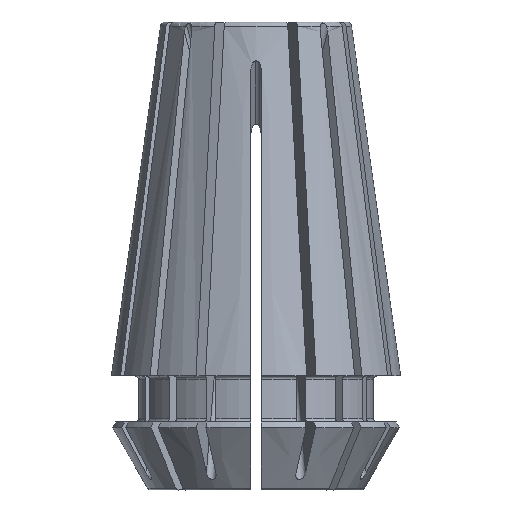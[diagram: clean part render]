
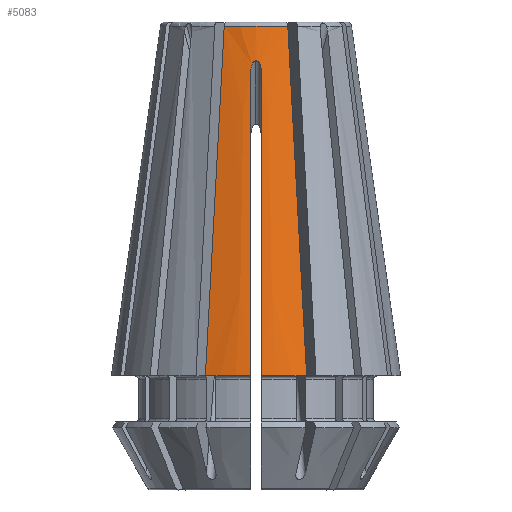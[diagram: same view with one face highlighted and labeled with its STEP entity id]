
A CAD part, front view. The second image highlights one B-rep face of the part: STEP entity #5083.
In plain terms, the highlighted conical face has half-angle 8 degrees and reference radius 5.613 mm.
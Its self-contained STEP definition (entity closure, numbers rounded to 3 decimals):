
#57=CONICAL_SURFACE('',#5364,5.613,0.14);
#175=B_SPLINE_CURVE_WITH_KNOTS('',3,(#7081,#7082,#7083,#7084),
 .UNSPECIFIED.,.F.,.U.,(4,4),(0.,0.02),
 .UNSPECIFIED.);
#176=B_SPLINE_CURVE_WITH_KNOTS('',3,(#7085,#7086,#7087,#7088),
 .UNSPECIFIED.,.F.,.U.,(4,4),(0.,0.02),
 .UNSPECIFIED.);
#177=B_SPLINE_CURVE_WITH_KNOTS('',3,(#7092,#7093,#7094,#7095),
 .UNSPECIFIED.,.F.,.U.,(4,4),(0.011,0.03),
 .UNSPECIFIED.);
#178=B_SPLINE_CURVE_WITH_KNOTS('',3,(#7097,#7098,#7099,#7100,#7101,#7102,
#7103,#7104,#7105),.UNSPECIFIED.,.F.,.U.,(4,1,1,1,1,1,4),(0.,0.,
0.,0.001,0.001,0.001,
0.001),.UNSPECIFIED.);
#179=B_SPLINE_CURVE_WITH_KNOTS('',3,(#7108,#7109,#7110,#7111),
 .UNSPECIFIED.,.F.,.U.,(4,4),(0.011,0.03),
 .UNSPECIFIED.);
#1119=VERTEX_POINT('',#7032);
#1120=VERTEX_POINT('',#7033);
#1130=VERTEX_POINT('',#7079);
#1131=VERTEX_POINT('',#7080);
#1132=VERTEX_POINT('',#7089);
#1133=VERTEX_POINT('',#7091);
#1134=VERTEX_POINT('',#7096);
#1135=VERTEX_POINT('',#7106);
#1136=VERTEX_POINT('',#7107);
#1697=CIRCLE('',#5358,5.613);
#1701=CIRCLE('',#5365,8.5);
#1702=CIRCLE('',#5366,8.5);
#1920=EDGE_CURVE('',#1119,#1120,#1697,.T.);
#1934=EDGE_CURVE('',#1130,#1131,#1701,.T.);
#1935=EDGE_CURVE('',#1131,#1120,#175,.T.);
#1936=EDGE_CURVE('',#1132,#1119,#176,.T.);
#1937=EDGE_CURVE('',#1132,#1133,#1702,.T.);
#1938=EDGE_CURVE('',#1133,#1134,#177,.T.);
#1939=EDGE_CURVE('',#1134,#1135,#178,.T.);
#1940=EDGE_CURVE('',#1135,#1136,#178,.T.);
#1941=EDGE_CURVE('',#1130,#1136,#179,.T.);
#2808=ORIENTED_EDGE('',*,*,#1934,.T.);
#2809=ORIENTED_EDGE('',*,*,#1935,.T.);
#2810=ORIENTED_EDGE('',*,*,#1920,.F.);
#2811=ORIENTED_EDGE('',*,*,#1936,.F.);
#2812=ORIENTED_EDGE('',*,*,#1937,.T.);
#2813=ORIENTED_EDGE('',*,*,#1938,.T.);
#2814=ORIENTED_EDGE('',*,*,#1939,.T.);
#2815=ORIENTED_EDGE('',*,*,#1940,.T.);
#2816=ORIENTED_EDGE('',*,*,#1941,.F.);
#4533=EDGE_LOOP('',(#2808,#2809,#2810,#2811,#2812,#2813,#2814,#2815,#2816));
#4808=FACE_BOUND('',#4533,.T.);
#5083=ADVANCED_FACE('',(#4808),#57,.T.);
#5358=AXIS2_PLACEMENT_3D('',#7031,#5880,#5881);
#5364=AXIS2_PLACEMENT_3D('',#7077,#5896,#5897);
#5365=AXIS2_PLACEMENT_3D('',#7078,#5898,#5899);
#5366=AXIS2_PLACEMENT_3D('',#7090,#5900,#5901);
#5880=DIRECTION('',(0.,0.,1.));
#5881=DIRECTION('',(5.613,0.,0.));
#5896=DIRECTION('',(0.,0.,-1.));
#5897=DIRECTION('',(-5.613,0.,0.));
#5898=DIRECTION('',(0.,0.,1.));
#5899=DIRECTION('',(-8.5,0.,0.));
#5900=DIRECTION('',(0.,0.,1.));
#5901=DIRECTION('',(-8.5,0.,0.));
#7031=CARTESIAN_POINT('',(0.,0.,27.242));
#7032=CARTESIAN_POINT('',(-1.868,-5.293,27.242));
#7033=CARTESIAN_POINT('',(1.868,-5.293,27.242));
#7077=CARTESIAN_POINT('',(0.,0.,27.242));
#7078=CARTESIAN_POINT('',(0.,0.,6.7));
#7079=CARTESIAN_POINT('',(0.3,-8.495,6.7));
#7080=CARTESIAN_POINT('',(2.974,-7.963,6.7));
#7081=CARTESIAN_POINT('',(2.974,-7.963,6.7));
#7082=CARTESIAN_POINT('',(2.605,-7.073,13.547));
#7083=CARTESIAN_POINT('',(2.237,-6.184,20.395));
#7084=CARTESIAN_POINT('',(1.868,-5.293,27.242));
#7085=CARTESIAN_POINT('',(-2.974,-7.963,6.7));
#7086=CARTESIAN_POINT('',(-2.605,-7.073,13.547));
#7087=CARTESIAN_POINT('',(-2.237,-6.184,20.395));
#7088=CARTESIAN_POINT('',(-1.868,-5.293,27.242));
#7089=CARTESIAN_POINT('',(-2.974,-7.963,6.7));
#7090=CARTESIAN_POINT('',(0.,0.,6.7));
#7091=CARTESIAN_POINT('',(-0.3,-8.495,6.7));
#7092=CARTESIAN_POINT('',(-0.3,-8.495,6.7));
#7093=CARTESIAN_POINT('',(-0.3,-7.65,12.707));
#7094=CARTESIAN_POINT('',(-0.3,-6.805,18.715));
#7095=CARTESIAN_POINT('',(-0.3,-5.96,24.722));
#7096=CARTESIAN_POINT('',(-0.3,-5.96,24.722));
#7097=CARTESIAN_POINT('',(-0.3,-5.96,24.722));
#7098=CARTESIAN_POINT('',(-0.3,-5.945,24.828));
#7099=CARTESIAN_POINT('',(-0.27,-5.924,24.984));
#7100=CARTESIAN_POINT('',(-0.155,-5.903,25.164));
#7101=CARTESIAN_POINT('',(0.,-5.895,25.241));
#7102=CARTESIAN_POINT('',(0.154,-5.903,25.164));
#7103=CARTESIAN_POINT('',(0.27,-5.924,24.984));
#7104=CARTESIAN_POINT('',(0.3,-5.945,24.827));
#7105=CARTESIAN_POINT('',(0.3,-5.96,24.722));
#7106=CARTESIAN_POINT('',(0.,-5.898,25.215));
#7107=CARTESIAN_POINT('',(0.3,-5.96,24.722));
#7108=CARTESIAN_POINT('',(0.3,-8.495,6.7));
#7109=CARTESIAN_POINT('',(0.3,-7.65,12.707));
#7110=CARTESIAN_POINT('',(0.3,-6.805,18.715));
#7111=CARTESIAN_POINT('',(0.3,-5.96,24.722));
